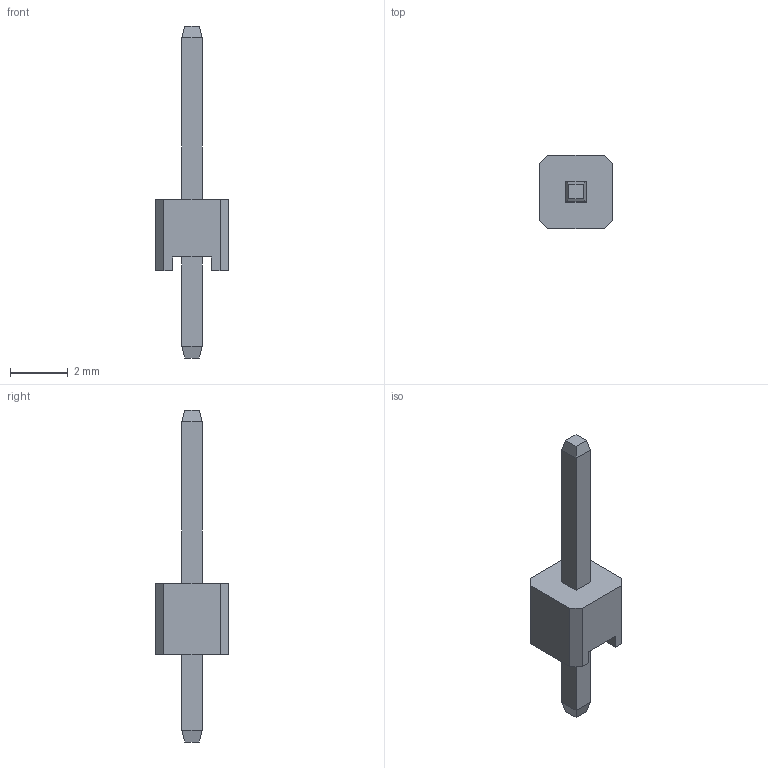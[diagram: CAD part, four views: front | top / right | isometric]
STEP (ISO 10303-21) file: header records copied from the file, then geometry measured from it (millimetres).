
FILE_DESCRIPTION (( 'STEP AP214' ), '1' );
FILE_NAME ('HDR2.54-1P.STEP', '2016-07-20T08:59:19', ( '' ), ( '' ), 'SwSTEP 2.0', 'SolidWorks 2015', '' );
FILE_SCHEMA (( 'AUTOMOTIVE_DESIGN' ));
Length unit declared in the file: millimetre
Products named in the file (3): HDR2.54-1P; LOGOԲ
Assembly tree (2 placements, depth 2):
  HDR2.54-1P
    HDR2.54-1P
    LOGOԲ
Bounding box: 2.54 x 2.54 x 11.5 mm (x, y, z)
Volume: 18.4 mm3; surface area: 63 mm2
Topology: 15 solids, 15 shells, 135 faces, 301 edges, 198 vertices
Faces by surface type: plane 90, bspline 29, cylinder 16
Entity records: 5630 total; most frequent: CARTESIAN_POINT 1104, ORIENTED_EDGE 602, DIRECTION 497, EDGE_CURVE 301, LINE 211, VECTOR 211, VERTEX_POINT 198, UNCERTAINTY_MEASURE_WITH_UNIT 155
